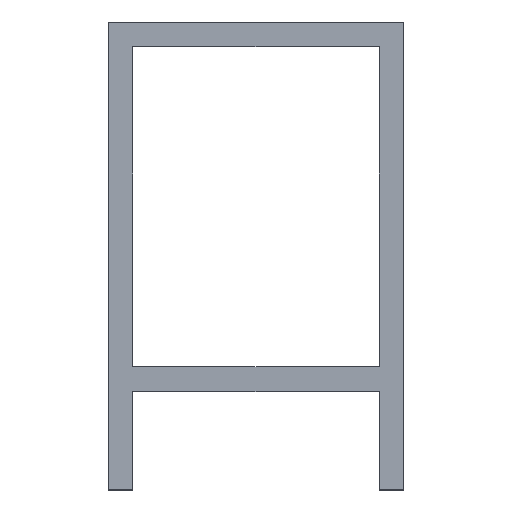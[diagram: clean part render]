
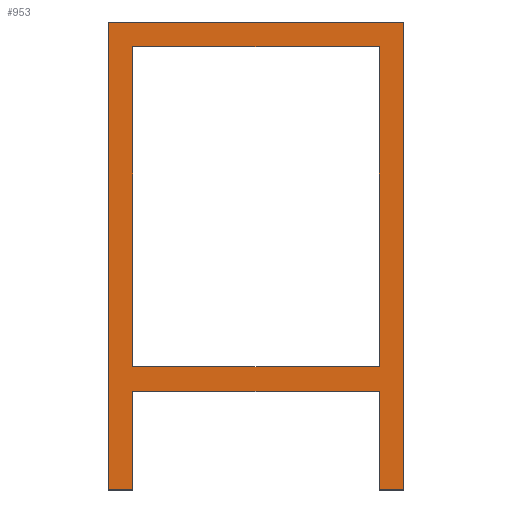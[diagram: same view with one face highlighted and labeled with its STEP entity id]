
A CAD part, top view. The second image highlights one B-rep face of the part: STEP entity #953.
In plain terms, the highlighted planar face has unit normal (0, 0, 1).
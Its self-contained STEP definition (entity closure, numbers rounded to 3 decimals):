
#13 = ORIENTED_EDGE ( 'NONE', *, *, #899, .F. ) ;
#27 = ORIENTED_EDGE ( 'NONE', *, *, #1000, .F. ) ;
#40 = CARTESIAN_POINT ( 'NONE',  ( 15., -2.5, 10. ) ) ;
#53 = LINE ( 'NONE', #93, #1315 ) ;
#60 = VECTOR ( 'NONE', #1041, 1000. ) ;
#63 = CARTESIAN_POINT ( 'NONE',  ( 15., 0., 10. ) ) ;
#87 = EDGE_CURVE ( 'NONE', #1279, #868, #608, .T. ) ;
#88 = VERTEX_POINT ( 'NONE', #975 ) ;
#93 = CARTESIAN_POINT ( 'NONE',  ( 15., -47.5, 10. ) ) ;
#106 = ORIENTED_EDGE ( 'NONE', *, *, #306, .F. ) ;
#137 = DIRECTION ( 'NONE',  ( 0., 1., 0. ) ) ;
#140 = DIRECTION ( 'NONE',  ( 0., 1., 0. ) ) ;
#153 = EDGE_CURVE ( 'NONE', #1281, #631, #1223, .T. ) ;
#155 = LINE ( 'NONE', #1221, #329 ) ;
#228 = CARTESIAN_POINT ( 'NONE',  ( 15., -2.5, 10. ) ) ;
#238 = CARTESIAN_POINT ( 'NONE',  ( 12.5, -47.5, 10. ) ) ;
#246 = CARTESIAN_POINT ( 'NONE',  ( 12.5, -2.5, 10. ) ) ;
#250 = VECTOR ( 'NONE', #1244, 1000. ) ;
#252 = VECTOR ( 'NONE', #1012, 1000. ) ;
#256 = LINE ( 'NONE', #1457, #577 ) ;
#290 = CARTESIAN_POINT ( 'NONE',  ( -15., -47.5, 10. ) ) ;
#295 = DIRECTION ( 'NONE',  ( -1., 0., 0. ) ) ;
#306 = EDGE_CURVE ( 'NONE', #1279, #1157, #53, .T. ) ;
#314 = ORIENTED_EDGE ( 'NONE', *, *, #1324, .F. ) ;
#318 = CARTESIAN_POINT ( 'NONE',  ( -12.5, -2.5, 10. ) ) ;
#319 = ORIENTED_EDGE ( 'NONE', *, *, #153, .T. ) ;
#322 = DIRECTION ( 'NONE',  ( 0., 1., 0. ) ) ;
#329 = VECTOR ( 'NONE', #370, 1000. ) ;
#362 = ORIENTED_EDGE ( 'NONE', *, *, #386, .T. ) ;
#370 = DIRECTION ( 'NONE',  ( -1., 0., 0. ) ) ;
#381 = VECTOR ( 'NONE', #140, 1000. ) ;
#386 = EDGE_CURVE ( 'NONE', #788, #493, #1289, .T. ) ;
#390 = LINE ( 'NONE', #238, #381 ) ;
#431 = ORIENTED_EDGE ( 'NONE', *, *, #1475, .T. ) ;
#437 = CARTESIAN_POINT ( 'NONE',  ( -15., -2.5, 10. ) ) ;
#439 = EDGE_LOOP ( 'NONE', ( #1040, #431, #362, #13 ) ) ;
#445 = EDGE_CURVE ( 'NONE', #1157, #1285, #256, .T. ) ;
#456 = LINE ( 'NONE', #437, #1413 ) ;
#468 = EDGE_CURVE ( 'NONE', #712, #1097, #155, .T. ) ;
#478 = EDGE_CURVE ( 'NONE', #1285, #631, #505, .T. ) ;
#493 = VERTEX_POINT ( 'NONE', #246 ) ;
#502 = EDGE_LOOP ( 'NONE', ( #319, #1293, #1494, #106, #829, #1074, #27, #314 ) ) ;
#505 = LINE ( 'NONE', #866, #746 ) ;
#514 = CARTESIAN_POINT ( 'NONE',  ( -12.5, -47.5, 10. ) ) ;
#569 = CARTESIAN_POINT ( 'NONE',  ( -12.5, -47.5, 10. ) ) ;
#577 = VECTOR ( 'NONE', #1203, 1000. ) ;
#588 = CARTESIAN_POINT ( 'NONE',  ( -12.5, -35., 10. ) ) ;
#608 = LINE ( 'NONE', #40, #794 ) ;
#630 = CARTESIAN_POINT ( 'NONE',  ( -12.5, -47.5, 10. ) ) ;
#631 = VERTEX_POINT ( 'NONE', #655 ) ;
#655 = CARTESIAN_POINT ( 'NONE',  ( -12.5, -37.5, 10. ) ) ;
#684 = LINE ( 'NONE', #569, #60 ) ;
#707 = EDGE_CURVE ( 'NONE', #1488, #868, #1226, .T. ) ;
#712 = VERTEX_POINT ( 'NONE', #1134 ) ;
#719 = FACE_BOUND ( 'NONE', #439, .T. ) ;
#746 = VECTOR ( 'NONE', #979, 1000. ) ;
#788 = VERTEX_POINT ( 'NONE', #318 ) ;
#794 = VECTOR ( 'NONE', #137, 1000. ) ;
#826 = AXIS2_PLACEMENT_3D ( 'NONE', #1319, #1196, #1075 ) ;
#829 = ORIENTED_EDGE ( 'NONE', *, *, #87, .T. ) ;
#866 = CARTESIAN_POINT ( 'NONE',  ( 12.5, -37.5, 10. ) ) ;
#868 = VERTEX_POINT ( 'NONE', #1447 ) ;
#899 = EDGE_CURVE ( 'NONE', #712, #493, #390, .T. ) ;
#953 = ADVANCED_FACE ( 'NONE', ( #1310, #719 ), #1421, .T. ) ;
#975 = CARTESIAN_POINT ( 'NONE',  ( -15., -47.5, 10. ) ) ;
#979 = DIRECTION ( 'NONE',  ( -1., 0., 0. ) ) ;
#980 = CARTESIAN_POINT ( 'NONE',  ( 15., -47.5, 10. ) ) ;
#996 = CARTESIAN_POINT ( 'NONE',  ( 12.5, -37.5, 10. ) ) ;
#1000 = EDGE_CURVE ( 'NONE', #88, #1488, #456, .T. ) ;
#1012 = DIRECTION ( 'NONE',  ( 1., 0., 0. ) ) ;
#1040 = ORIENTED_EDGE ( 'NONE', *, *, #468, .T. ) ;
#1041 = DIRECTION ( 'NONE',  ( 0., 1., 0. ) ) ;
#1042 = DIRECTION ( 'NONE',  ( -1., 0., 0. ) ) ;
#1067 = VECTOR ( 'NONE', #1412, 1000. ) ;
#1074 = ORIENTED_EDGE ( 'NONE', *, *, #707, .F. ) ;
#1075 = DIRECTION ( 'NONE',  ( 1., 0., 0. ) ) ;
#1097 = VERTEX_POINT ( 'NONE', #588 ) ;
#1116 = LINE ( 'NONE', #290, #1438 ) ;
#1134 = CARTESIAN_POINT ( 'NONE',  ( 12.5, -35., 10. ) ) ;
#1157 = VERTEX_POINT ( 'NONE', #1204 ) ;
#1196 = DIRECTION ( 'NONE',  ( 0., 0., 1. ) ) ;
#1203 = DIRECTION ( 'NONE',  ( 0., 1., 0. ) ) ;
#1204 = CARTESIAN_POINT ( 'NONE',  ( 12.5, -47.5, 10. ) ) ;
#1221 = CARTESIAN_POINT ( 'NONE',  ( 12.5, -35., 10. ) ) ;
#1223 = LINE ( 'NONE', #630, #250 ) ;
#1226 = LINE ( 'NONE', #63, #252 ) ;
#1244 = DIRECTION ( 'NONE',  ( 0., 1., 0. ) ) ;
#1279 = VERTEX_POINT ( 'NONE', #980 ) ;
#1281 = VERTEX_POINT ( 'NONE', #514 ) ;
#1285 = VERTEX_POINT ( 'NONE', #996 ) ;
#1289 = LINE ( 'NONE', #228, #1067 ) ;
#1293 = ORIENTED_EDGE ( 'NONE', *, *, #478, .F. ) ;
#1305 = CARTESIAN_POINT ( 'NONE',  ( -15., 0., 10. ) ) ;
#1310 = FACE_OUTER_BOUND ( 'NONE', #502, .T. ) ;
#1315 = VECTOR ( 'NONE', #1042, 1000. ) ;
#1319 = CARTESIAN_POINT ( 'NONE',  ( 15., -2.5, 10. ) ) ;
#1324 = EDGE_CURVE ( 'NONE', #1281, #88, #1116, .T. ) ;
#1412 = DIRECTION ( 'NONE',  ( 1., 0., 0. ) ) ;
#1413 = VECTOR ( 'NONE', #322, 1000. ) ;
#1421 = PLANE ( 'NONE',  #826 ) ;
#1438 = VECTOR ( 'NONE', #295, 1000. ) ;
#1447 = CARTESIAN_POINT ( 'NONE',  ( 15., 0., 10. ) ) ;
#1457 = CARTESIAN_POINT ( 'NONE',  ( 12.5, -47.5, 10. ) ) ;
#1475 = EDGE_CURVE ( 'NONE', #1097, #788, #684, .T. ) ;
#1488 = VERTEX_POINT ( 'NONE', #1305 ) ;
#1494 = ORIENTED_EDGE ( 'NONE', *, *, #445, .F. ) ;
